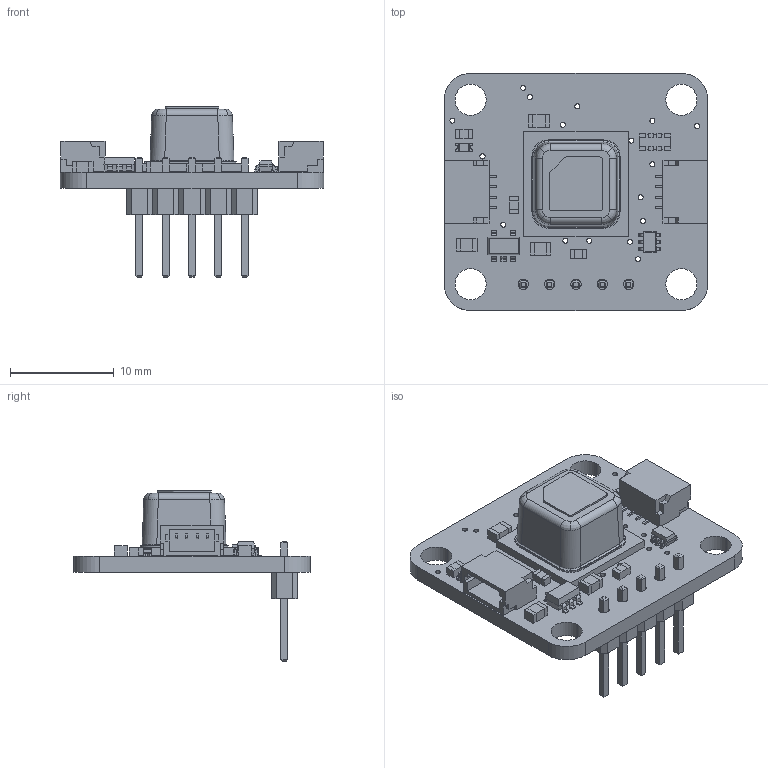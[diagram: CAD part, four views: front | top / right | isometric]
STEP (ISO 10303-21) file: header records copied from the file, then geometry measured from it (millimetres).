
FILE_DESCRIPTION (( 'STEP AP214' ), '1' );
FILE_NAME ('SCD40.STEP', '2023-02-25T05:47:58', ( '' ), ( '' ), 'SwSTEP 2.0', 'SolidWorks 2021', '' );
FILE_SCHEMA (( 'AUTOMOTIVE_DESIGN' ));
Length unit declared in the file: inch
Products named in the file (1): SCD40
Bounding box: 25.4 x 22.86 x 16.44 mm (x, y, z)
Volume: 1458.5 mm3; surface area: 2457.7 mm2
Topology: 19 solids, 19 shells, 957 faces, 2504 edges, 1634 vertices
Faces by surface type: plane 787, cylinder 150, bspline 20
Entity records: 41961 total; most frequent: CARTESIAN_POINT 5500, ORIENTED_EDGE 5008, DIRECTION 4640, EDGE_CURVE 2504, VECTOR 2164, LINE 2164, VERTEX_POINT 1634, AXIS2_PLACEMENT_3D 1238
